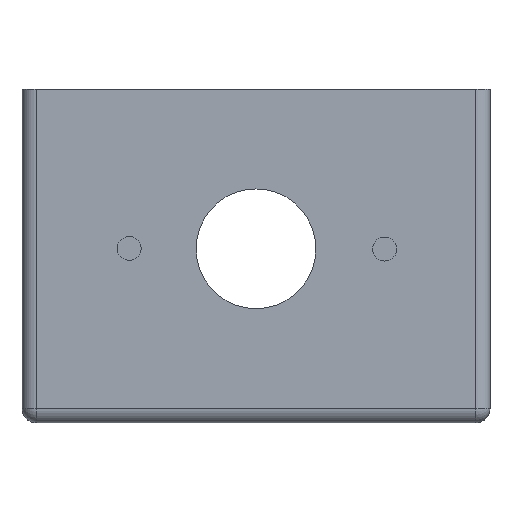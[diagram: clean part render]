
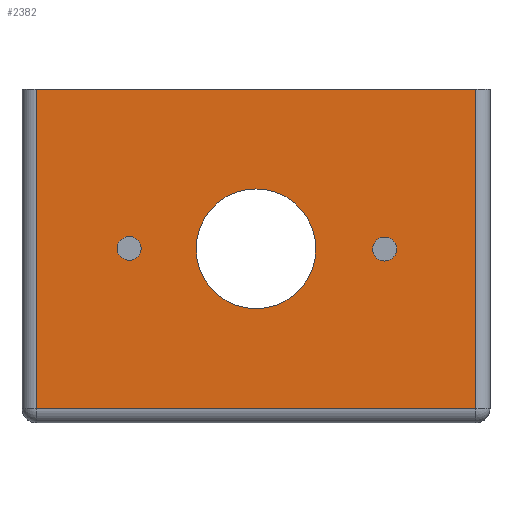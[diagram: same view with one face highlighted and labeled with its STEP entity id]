
A CAD part, left-side view. The second image highlights one B-rep face of the part: STEP entity #2382.
In plain terms, the highlighted planar face has unit normal (-1, 0, 0).
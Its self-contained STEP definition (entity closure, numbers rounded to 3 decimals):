
#1224 = CYLINDRICAL_SURFACE('',#1225,1.5);
#1225 = AXIS2_PLACEMENT_3D('',#1226,#1227,#1228);
#1226 = CARTESIAN_POINT('',(-51.82,15.878,20.045));
#1227 = DIRECTION('',(-1.,0.,0.));
#1228 = DIRECTION('',(0.,-1.,0.));
#1255 = CYLINDRICAL_SURFACE('',#1256,1.5);
#1256 = AXIS2_PLACEMENT_3D('',#1257,#1258,#1259);
#1257 = CARTESIAN_POINT('',(-51.82,-16.113,19.971));
#1258 = DIRECTION('',(-1.,0.,0.));
#1259 = DIRECTION('',(0.,-1.,0.));
#1290 = CYLINDRICAL_SURFACE('',#1291,7.5);
#1291 = AXIS2_PLACEMENT_3D('',#1292,#1293,#1294);
#1292 = CARTESIAN_POINT('',(-51.82,0.,20.));
#1293 = DIRECTION('',(1.,0.,0.));
#1294 = DIRECTION('',(0.,0.,1.));
#1596 = PLANE('',#1597);
#1597 = AXIS2_PLACEMENT_3D('',#1598,#1599,#1600);
#1598 = CARTESIAN_POINT('',(-5.02,0.,40.));
#1599 = DIRECTION('',(-0.,-0.,-1.));
#1600 = DIRECTION('',(-1.,0.,0.));
#1736 = EDGE_CURVE('',#1737,#1737,#1739,.T.);
#1737 = VERTEX_POINT('',#1738);
#1738 = CARTESIAN_POINT('',(-51.82,14.378,20.045));
#1739 = SURFACE_CURVE('',#1740,(#1745,#1752),.PCURVE_S1.);
#1740 = CIRCLE('',#1741,1.5);
#1741 = AXIS2_PLACEMENT_3D('',#1742,#1743,#1744);
#1742 = CARTESIAN_POINT('',(-51.82,15.878,20.045));
#1743 = DIRECTION('',(-1.,0.,0.));
#1744 = DIRECTION('',(0.,-1.,0.));
#1745 = PCURVE('',#1224,#1746);
#1746 = DEFINITIONAL_REPRESENTATION('',(#1747),#1751);
#1747 = LINE('',#1748,#1749);
#1748 = CARTESIAN_POINT('',(0.,0.));
#1749 = VECTOR('',#1750,1.);
#1750 = DIRECTION('',(1.,0.));
#1751 = ( GEOMETRIC_REPRESENTATION_CONTEXT(2) 
PARAMETRIC_REPRESENTATION_CONTEXT() REPRESENTATION_CONTEXT('2D SPACE',''
  ) );
#1752 = PCURVE('',#1753,#1758);
#1753 = PLANE('',#1754);
#1754 = AXIS2_PLACEMENT_3D('',#1755,#1756,#1757);
#1755 = CARTESIAN_POINT('',(-51.82,-27.5,0.));
#1756 = DIRECTION('',(-1.,0.,0.));
#1757 = DIRECTION('',(0.,1.,0.));
#1758 = DEFINITIONAL_REPRESENTATION('',(#1759),#1763);
#1759 = CIRCLE('',#1760,1.5);
#1760 = AXIS2_PLACEMENT_2D('',#1761,#1762);
#1761 = CARTESIAN_POINT('',(43.378,-20.045));
#1762 = DIRECTION('',(-1.,0.));
#1763 = ( GEOMETRIC_REPRESENTATION_CONTEXT(2) 
PARAMETRIC_REPRESENTATION_CONTEXT() REPRESENTATION_CONTEXT('2D SPACE',''
  ) );
#1791 = EDGE_CURVE('',#1792,#1792,#1794,.T.);
#1792 = VERTEX_POINT('',#1793);
#1793 = CARTESIAN_POINT('',(-51.82,-17.613,19.971));
#1794 = SURFACE_CURVE('',#1795,(#1800,#1807),.PCURVE_S1.);
#1795 = CIRCLE('',#1796,1.5);
#1796 = AXIS2_PLACEMENT_3D('',#1797,#1798,#1799);
#1797 = CARTESIAN_POINT('',(-51.82,-16.113,19.971));
#1798 = DIRECTION('',(-1.,0.,0.));
#1799 = DIRECTION('',(0.,-1.,0.));
#1800 = PCURVE('',#1255,#1801);
#1801 = DEFINITIONAL_REPRESENTATION('',(#1802),#1806);
#1802 = LINE('',#1803,#1804);
#1803 = CARTESIAN_POINT('',(0.,0.));
#1804 = VECTOR('',#1805,1.);
#1805 = DIRECTION('',(1.,0.));
#1806 = ( GEOMETRIC_REPRESENTATION_CONTEXT(2) 
PARAMETRIC_REPRESENTATION_CONTEXT() REPRESENTATION_CONTEXT('2D SPACE',''
  ) );
#1807 = PCURVE('',#1753,#1808);
#1808 = DEFINITIONAL_REPRESENTATION('',(#1809),#1813);
#1809 = CIRCLE('',#1810,1.5);
#1810 = AXIS2_PLACEMENT_2D('',#1811,#1812);
#1811 = CARTESIAN_POINT('',(11.387,-19.971));
#1812 = DIRECTION('',(-1.,0.));
#1813 = ( GEOMETRIC_REPRESENTATION_CONTEXT(2) 
PARAMETRIC_REPRESENTATION_CONTEXT() REPRESENTATION_CONTEXT('2D SPACE',''
  ) );
#1842 = VERTEX_POINT('',#1843);
#1843 = CARTESIAN_POINT('',(-51.82,0.,27.5));
#1864 = EDGE_CURVE('',#1842,#1842,#1865,.T.);
#1865 = SURFACE_CURVE('',#1866,(#1871,#1878),.PCURVE_S1.);
#1866 = CIRCLE('',#1867,7.5);
#1867 = AXIS2_PLACEMENT_3D('',#1868,#1869,#1870);
#1868 = CARTESIAN_POINT('',(-51.82,0.,20.));
#1869 = DIRECTION('',(-1.,0.,0.));
#1870 = DIRECTION('',(0.,0.,1.));
#1871 = PCURVE('',#1290,#1872);
#1872 = DEFINITIONAL_REPRESENTATION('',(#1873),#1877);
#1873 = LINE('',#1874,#1875);
#1874 = CARTESIAN_POINT('',(-0.,0.));
#1875 = VECTOR('',#1876,1.);
#1876 = DIRECTION('',(-1.,0.));
#1877 = ( GEOMETRIC_REPRESENTATION_CONTEXT(2) 
PARAMETRIC_REPRESENTATION_CONTEXT() REPRESENTATION_CONTEXT('2D SPACE',''
  ) );
#1878 = PCURVE('',#1753,#1879);
#1879 = DEFINITIONAL_REPRESENTATION('',(#1880),#1884);
#1880 = CIRCLE('',#1881,7.5);
#1881 = AXIS2_PLACEMENT_2D('',#1882,#1883);
#1882 = CARTESIAN_POINT('',(27.5,-20.));
#1883 = DIRECTION('',(0.,-1.));
#1884 = ( GEOMETRIC_REPRESENTATION_CONTEXT(2) 
PARAMETRIC_REPRESENTATION_CONTEXT() REPRESENTATION_CONTEXT('2D SPACE',''
  ) );
#1909 = CYLINDRICAL_SURFACE('',#1910,1.8);
#1910 = AXIS2_PLACEMENT_3D('',#1911,#1912,#1913);
#1911 = CARTESIAN_POINT('',(-50.02,27.5,0.));
#1912 = DIRECTION('',(0.,0.,1.));
#1913 = DIRECTION('',(1.,0.,0.));
#2099 = CYLINDRICAL_SURFACE('',#2100,1.8);
#2100 = AXIS2_PLACEMENT_3D('',#2101,#2102,#2103);
#2101 = CARTESIAN_POINT('',(-50.02,-27.5,0.));
#2102 = DIRECTION('',(0.,1.,0.));
#2103 = DIRECTION('',(0.,0.,1.));
#2226 = VERTEX_POINT('',#2227);
#2227 = CARTESIAN_POINT('',(-51.82,-27.5,40.));
#2242 = CYLINDRICAL_SURFACE('',#2243,1.8);
#2243 = AXIS2_PLACEMENT_3D('',#2244,#2245,#2246);
#2244 = CARTESIAN_POINT('',(-50.02,-27.5,0.));
#2245 = DIRECTION('',(0.,0.,1.));
#2246 = DIRECTION('',(1.,0.,0.));
#2254 = EDGE_CURVE('',#2226,#2255,#2257,.T.);
#2255 = VERTEX_POINT('',#2256);
#2256 = CARTESIAN_POINT('',(-51.82,27.5,40.));
#2257 = SURFACE_CURVE('',#2258,(#2262,#2269),.PCURVE_S1.);
#2258 = LINE('',#2259,#2260);
#2259 = CARTESIAN_POINT('',(-51.82,-27.5,40.));
#2260 = VECTOR('',#2261,1.);
#2261 = DIRECTION('',(0.,1.,0.));
#2262 = PCURVE('',#1596,#2263);
#2263 = DEFINITIONAL_REPRESENTATION('',(#2264),#2268);
#2264 = LINE('',#2265,#2266);
#2265 = CARTESIAN_POINT('',(46.8,-27.5));
#2266 = VECTOR('',#2267,1.);
#2267 = DIRECTION('',(0.,1.));
#2268 = ( GEOMETRIC_REPRESENTATION_CONTEXT(2) 
PARAMETRIC_REPRESENTATION_CONTEXT() REPRESENTATION_CONTEXT('2D SPACE',''
  ) );
#2269 = PCURVE('',#1753,#2270);
#2270 = DEFINITIONAL_REPRESENTATION('',(#2271),#2275);
#2271 = LINE('',#2272,#2273);
#2272 = CARTESIAN_POINT('',(0.,-40.));
#2273 = VECTOR('',#2274,1.);
#2274 = DIRECTION('',(1.,0.));
#2275 = ( GEOMETRIC_REPRESENTATION_CONTEXT(2) 
PARAMETRIC_REPRESENTATION_CONTEXT() REPRESENTATION_CONTEXT('2D SPACE',''
  ) );
#2382 = ADVANCED_FACE('',(#2383,#2453,#2456,#2459),#1753,.T.);
#2383 = FACE_BOUND('',#2384,.T.);
#2384 = EDGE_LOOP('',(#2385,#2410,#2431,#2432));
#2385 = ORIENTED_EDGE('',*,*,#2386,.F.);
#2386 = EDGE_CURVE('',#2387,#2389,#2391,.T.);
#2387 = VERTEX_POINT('',#2388);
#2388 = CARTESIAN_POINT('',(-51.82,-27.5,0.));
#2389 = VERTEX_POINT('',#2390);
#2390 = CARTESIAN_POINT('',(-51.82,27.5,0.));
#2391 = SURFACE_CURVE('',#2392,(#2396,#2403),.PCURVE_S1.);
#2392 = LINE('',#2393,#2394);
#2393 = CARTESIAN_POINT('',(-51.82,-27.5,0.));
#2394 = VECTOR('',#2395,1.);
#2395 = DIRECTION('',(0.,1.,0.));
#2396 = PCURVE('',#1753,#2397);
#2397 = DEFINITIONAL_REPRESENTATION('',(#2398),#2402);
#2398 = LINE('',#2399,#2400);
#2399 = CARTESIAN_POINT('',(0.,0.));
#2400 = VECTOR('',#2401,1.);
#2401 = DIRECTION('',(1.,0.));
#2402 = ( GEOMETRIC_REPRESENTATION_CONTEXT(2) 
PARAMETRIC_REPRESENTATION_CONTEXT() REPRESENTATION_CONTEXT('2D SPACE',''
  ) );
#2403 = PCURVE('',#2099,#2404);
#2404 = DEFINITIONAL_REPRESENTATION('',(#2405),#2409);
#2405 = LINE('',#2406,#2407);
#2406 = CARTESIAN_POINT('',(-1.571,0.));
#2407 = VECTOR('',#2408,1.);
#2408 = DIRECTION('',(-0.,1.));
#2409 = ( GEOMETRIC_REPRESENTATION_CONTEXT(2) 
PARAMETRIC_REPRESENTATION_CONTEXT() REPRESENTATION_CONTEXT('2D SPACE',''
  ) );
#2410 = ORIENTED_EDGE('',*,*,#2411,.T.);
#2411 = EDGE_CURVE('',#2387,#2226,#2412,.T.);
#2412 = SURFACE_CURVE('',#2413,(#2417,#2424),.PCURVE_S1.);
#2413 = LINE('',#2414,#2415);
#2414 = CARTESIAN_POINT('',(-51.82,-27.5,0.));
#2415 = VECTOR('',#2416,1.);
#2416 = DIRECTION('',(0.,0.,1.));
#2417 = PCURVE('',#1753,#2418);
#2418 = DEFINITIONAL_REPRESENTATION('',(#2419),#2423);
#2419 = LINE('',#2420,#2421);
#2420 = CARTESIAN_POINT('',(0.,0.));
#2421 = VECTOR('',#2422,1.);
#2422 = DIRECTION('',(0.,-1.));
#2423 = ( GEOMETRIC_REPRESENTATION_CONTEXT(2) 
PARAMETRIC_REPRESENTATION_CONTEXT() REPRESENTATION_CONTEXT('2D SPACE',''
  ) );
#2424 = PCURVE('',#2242,#2425);
#2425 = DEFINITIONAL_REPRESENTATION('',(#2426),#2430);
#2426 = LINE('',#2427,#2428);
#2427 = CARTESIAN_POINT('',(-3.142,0.));
#2428 = VECTOR('',#2429,1.);
#2429 = DIRECTION('',(-0.,1.));
#2430 = ( GEOMETRIC_REPRESENTATION_CONTEXT(2) 
PARAMETRIC_REPRESENTATION_CONTEXT() REPRESENTATION_CONTEXT('2D SPACE',''
  ) );
#2431 = ORIENTED_EDGE('',*,*,#2254,.T.);
#2432 = ORIENTED_EDGE('',*,*,#2433,.F.);
#2433 = EDGE_CURVE('',#2389,#2255,#2434,.T.);
#2434 = SURFACE_CURVE('',#2435,(#2439,#2446),.PCURVE_S1.);
#2435 = LINE('',#2436,#2437);
#2436 = CARTESIAN_POINT('',(-51.82,27.5,0.));
#2437 = VECTOR('',#2438,1.);
#2438 = DIRECTION('',(0.,0.,1.));
#2439 = PCURVE('',#1753,#2440);
#2440 = DEFINITIONAL_REPRESENTATION('',(#2441),#2445);
#2441 = LINE('',#2442,#2443);
#2442 = CARTESIAN_POINT('',(55.,0.));
#2443 = VECTOR('',#2444,1.);
#2444 = DIRECTION('',(0.,-1.));
#2445 = ( GEOMETRIC_REPRESENTATION_CONTEXT(2) 
PARAMETRIC_REPRESENTATION_CONTEXT() REPRESENTATION_CONTEXT('2D SPACE',''
  ) );
#2446 = PCURVE('',#1909,#2447);
#2447 = DEFINITIONAL_REPRESENTATION('',(#2448),#2452);
#2448 = LINE('',#2449,#2450);
#2449 = CARTESIAN_POINT('',(3.142,0.));
#2450 = VECTOR('',#2451,1.);
#2451 = DIRECTION('',(0.,1.));
#2452 = ( GEOMETRIC_REPRESENTATION_CONTEXT(2) 
PARAMETRIC_REPRESENTATION_CONTEXT() REPRESENTATION_CONTEXT('2D SPACE',''
  ) );
#2453 = FACE_BOUND('',#2454,.T.);
#2454 = EDGE_LOOP('',(#2455));
#2455 = ORIENTED_EDGE('',*,*,#1736,.F.);
#2456 = FACE_BOUND('',#2457,.T.);
#2457 = EDGE_LOOP('',(#2458));
#2458 = ORIENTED_EDGE('',*,*,#1791,.F.);
#2459 = FACE_BOUND('',#2460,.T.);
#2460 = EDGE_LOOP('',(#2461));
#2461 = ORIENTED_EDGE('',*,*,#1864,.F.);
